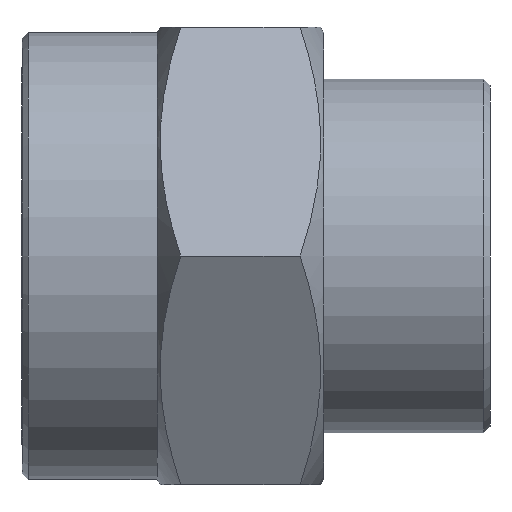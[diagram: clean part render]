
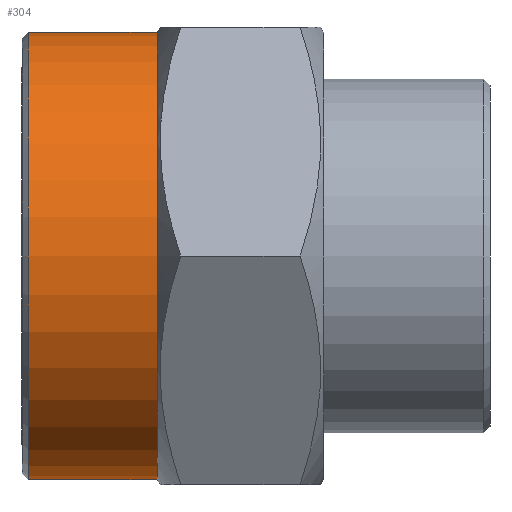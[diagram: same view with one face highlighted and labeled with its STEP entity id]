
A CAD part, left-side view. The second image highlights one B-rep face of the part: STEP entity #304.
In plain terms, the highlighted cylindrical face has radius 10.75 mm (diameter 21.5 mm), a partial arc.
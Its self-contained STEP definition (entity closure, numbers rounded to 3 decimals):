
#72 = VERTEX_POINT ( 'NONE', #489 ) ;
#76 = VERTEX_POINT ( 'NONE', #466 ) ;
#89 = EDGE_CURVE ( 'NONE', #99, #72, #501, .T. ) ;
#98 = VERTEX_POINT ( 'NONE', #548 ) ;
#99 = VERTEX_POINT ( 'NONE', #547 ) ;
#252 = EDGE_CURVE ( 'NONE', #98, #99, #839, .T. ) ;
#274 = EDGE_CURVE ( 'NONE', #98, #76, #918, .T. ) ;
#304 = ADVANCED_FACE ( 'NONE', ( #933 ), #932, .T. ) ;
#305 = EDGE_LOOP ( 'NONE', ( #306, #307, #308, #309 ) ) ;
#306 = ORIENTED_EDGE ( 'NONE', *, *, #274, .F. ) ;
#307 = ORIENTED_EDGE ( 'NONE', *, *, #252, .T. ) ;
#308 = ORIENTED_EDGE ( 'NONE', *, *, #89, .T. ) ;
#309 = ORIENTED_EDGE ( 'NONE', *, *, #310, .F. ) ;
#310 = EDGE_CURVE ( 'NONE', #76, #72, #930, .T. ) ;
#466 = CARTESIAN_POINT ( 'NONE',  ( 0., 16., 10.75 ) ) ;
#489 = CARTESIAN_POINT ( 'NONE',  ( 0., 16., -10.75 ) ) ;
#498 = DIRECTION ( 'NONE',  ( 0., -1., 0. ) ) ;
#499 = VECTOR ( 'NONE', #498, 1000. ) ;
#500 = CARTESIAN_POINT ( 'NONE',  ( 0., -6.646, -10.75 ) ) ;
#501 = LINE ( 'NONE', #500, #499 ) ;
#547 = CARTESIAN_POINT ( 'NONE',  ( 0., 22.2, -10.75 ) ) ;
#548 = CARTESIAN_POINT ( 'NONE',  ( 0., 22.2, 10.75 ) ) ;
#835 = DIRECTION ( 'NONE',  ( 0., 0., -1. ) ) ;
#836 = DIRECTION ( 'NONE',  ( 0., -1., 0. ) ) ;
#837 = CARTESIAN_POINT ( 'NONE',  ( 0., 22.2, 0. ) ) ;
#838 = AXIS2_PLACEMENT_3D ( 'NONE', #837, #836, #835 ) ;
#839 = CIRCLE ( 'NONE', #838, 10.75 ) ;
#915 = DIRECTION ( 'NONE',  ( 0., -1., 0. ) ) ;
#916 = VECTOR ( 'NONE', #915, 1000. ) ;
#917 = CARTESIAN_POINT ( 'NONE',  ( 0., -6.646, 10.75 ) ) ;
#918 = LINE ( 'NONE', #917, #916 ) ;
#923 = DIRECTION ( 'NONE',  ( 0., 0., -1. ) ) ;
#924 = DIRECTION ( 'NONE',  ( 0., -1., 0. ) ) ;
#925 = CARTESIAN_POINT ( 'NONE',  ( 0., 16., 0. ) ) ;
#926 = AXIS2_PLACEMENT_3D ( 'NONE', #925, #924, #923 ) ;
#927 = DIRECTION ( 'NONE',  ( 0., 0., -1. ) ) ;
#928 = DIRECTION ( 'NONE',  ( 0., -1., 0. ) ) ;
#929 = AXIS2_PLACEMENT_3D ( 'NONE', #931, #928, #927 ) ;
#930 = CIRCLE ( 'NONE', #926, 10.75 ) ;
#931 = CARTESIAN_POINT ( 'NONE',  ( 0., -6.646, 0. ) ) ;
#932 = CYLINDRICAL_SURFACE ( 'NONE', #929, 10.75 ) ;
#933 = FACE_OUTER_BOUND ( 'NONE', #305, .T. ) ;
